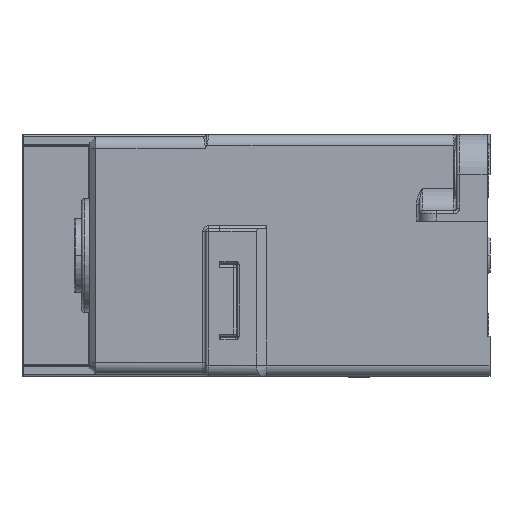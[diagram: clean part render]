
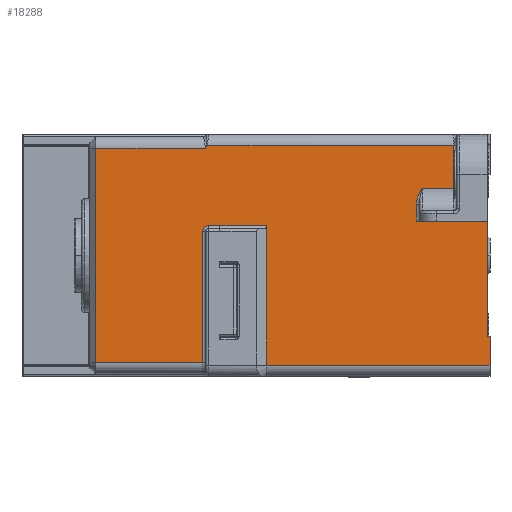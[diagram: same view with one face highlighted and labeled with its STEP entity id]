
A CAD part, left-side view. The second image highlights one B-rep face of the part: STEP entity #18288.
In plain terms, the highlighted planar face has unit normal (-1, 0, 0).
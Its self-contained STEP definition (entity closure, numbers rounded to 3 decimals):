
#1363=DIRECTION('',(0.,1.,0.));
#1364=VECTOR('',#1363,43.577);
#1365=CARTESIAN_POINT('',(-28.65,5.9,19.35));
#1366=LINE('',#1365,#1364);
#1367=CARTESIAN_POINT('',(-28.65,49.477,19.35));
#1397=DIRECTION('',(0.,-1.,0.));
#1398=VECTOR('',#1397,8.3);
#1399=CARTESIAN_POINT('',(-28.65,47.2,5.25));
#1400=LINE('',#1399,#1398);
#1401=DIRECTION('',(0.,-1.,0.));
#1402=VECTOR('',#1401,2.);
#1403=CARTESIAN_POINT('',(-28.65,49.2,5.22));
#1404=LINE('',#1403,#1402);
#1405=CARTESIAN_POINT('',(-28.65,49.2,4.22));
#1406=DIRECTION('',(1.,0.,0.));
#1407=DIRECTION('',(0.,1.,0.));
#1408=AXIS2_PLACEMENT_3D('',#1405,#1406,#1407);
#1410=DIRECTION('',(0.,0.,1.));
#1411=VECTOR('',#1410,23.17);
#1412=CARTESIAN_POINT('',(-28.65,50.2,-18.95));
#1413=LINE('',#1412,#1411);
#1414=DIRECTION('',(0.,-1.,0.));
#1415=VECTOR('',#1414,18.9);
#1416=CARTESIAN_POINT('',(-28.65,69.1,
-18.95));
#1417=LINE('',#1416,#1415);
#1418=DIRECTION('',(0.,0.,1.));
#1419=VECTOR('',#1418,37.9);
#1420=CARTESIAN_POINT('',(-28.65,69.1,
-18.95));
#1421=LINE('',#1420,#1419);
#1422=DIRECTION('',(0.,-1.,0.));
#1423=VECTOR('',#1422,19.4);
#1424=CARTESIAN_POINT('',(-28.65,69.1,18.95));
#1425=LINE('',#1424,#1423);
#1426=CARTESIAN_POINT('',(-28.65,49.7,18.95));
#1427=CARTESIAN_POINT('',(-28.65,49.673,18.997));
#1428=CARTESIAN_POINT('',(-28.65,49.62,19.088));
#1429=CARTESIAN_POINT('',(-28.65,49.545,19.222));
#1430=CARTESIAN_POINT('',(-28.65,49.499,19.308));
#1431=CARTESIAN_POINT('',(-28.65,49.477,19.35));
#1433=DIRECTION('',(0.,0.,-1.));
#1434=VECTOR('',#1433,7.5);
#1435=CARTESIAN_POINT('',(-28.65,5.9,19.35));
#1436=LINE('',#1435,#1434);
#1437=CARTESIAN_POINT('',(-28.65,12.5,9.022));
#1438=CARTESIAN_POINT('',(-28.65,12.5,9.098));
#1439=CARTESIAN_POINT('',(-28.65,12.493,9.26));
#1440=CARTESIAN_POINT('',(-28.65,12.458,9.527));
#1441=CARTESIAN_POINT('',(-28.65,12.394,9.826));
#1442=CARTESIAN_POINT('',(-28.65,12.295,10.159));
#1443=CARTESIAN_POINT('',(-28.65,12.157,10.526));
#1444=CARTESIAN_POINT('',(-28.65,11.977,10.929));
#1445=CARTESIAN_POINT('',(-28.65,11.757,11.369));
#1446=CARTESIAN_POINT('',(-28.65,11.588,11.685));
#1447=CARTESIAN_POINT('',(-28.65,11.5,11.85));
#1449=DIRECTION('',(0.,0.,1.));
#1450=VECTOR('',#1449,2.972);
#1451=CARTESIAN_POINT('',(-28.65,12.5,6.05));
#1452=LINE('',#1451,#1450);
#1453=DIRECTION('',(0.,0.,-1.));
#1454=VECTOR('',#1453,20.3);
#1455=CARTESIAN_POINT('',(-28.65,0.,6.05));
#1456=LINE('',#1455,#1454);
#1457=DIRECTION('',(0.,-1.,0.));
#1458=VECTOR('',#1457,0.5);
#1459=CARTESIAN_POINT('',(-28.65,0.,-14.25));
#1460=LINE('',#1459,#1458);
#1461=DIRECTION('',(0.,1.,0.));
#1462=VECTOR('',#1461,39.4);
#1463=CARTESIAN_POINT('',(-28.65,-0.5,-19.35));
#1464=LINE('',#1463,#1462);
#1465=CARTESIAN_POINT('',(-28.65,47.2,5.22));
#1466=CARTESIAN_POINT('',(-28.65,47.2,5.23));
#1467=CARTESIAN_POINT('',(-28.65,47.2,5.24));
#1468=CARTESIAN_POINT('',(-28.65,47.2,5.25));
#1470=CARTESIAN_POINT('',(-28.65,38.9,5.25));
#1489=DIRECTION('',(0.,0.,-1.));
#1490=VECTOR('',#1489,24.6);
#1491=CARTESIAN_POINT('',(-28.65,38.9,5.25));
#1492=LINE('',#1491,#1490);
#8396=DIRECTION('',(0.,0.,1.));
#8397=VECTOR('',#8396,5.1);
#8398=CARTESIAN_POINT('',(-28.65,-0.5,-19.35));
#8399=LINE('',#8398,#8397);
#8576=DIRECTION('',(0.,1.,0.));
#8577=VECTOR('',#8576,12.5);
#8578=CARTESIAN_POINT('',(-28.65,0.,6.05));
#8579=LINE('',#8578,#8577);
#8612=CARTESIAN_POINT('',(-28.65,11.5,11.85));
#8624=DIRECTION('',(0.,-1.,0.));
#8625=VECTOR('',#8624,5.6);
#8626=CARTESIAN_POINT('',(-28.65,11.5,11.85));
#8627=LINE('',#8626,#8625);
#8670=CARTESIAN_POINT('',(-28.65,5.9,19.35));
#12591=CARTESIAN_POINT('',(-28.65,49.7,18.95));
#13529=CARTESIAN_POINT('',(-28.65,0.,-14.25));
#13530=CARTESIAN_POINT('',(-28.65,-0.5,-14.25));
#13531=VERTEX_POINT('',#13529);
#13532=VERTEX_POINT('',#13530);
#13633=CARTESIAN_POINT('',(-28.65,-0.5,-19.35));
#13635=VERTEX_POINT('',#13633);
#13655=CARTESIAN_POINT('',(-28.65,0.,6.05));
#13656=VERTEX_POINT('',#13655);
#13661=CARTESIAN_POINT('',(-28.65,5.9,11.85));
#13663=VERTEX_POINT('',#13661);
#13678=CARTESIAN_POINT('',(-28.65,38.9,-19.35));
#13680=VERTEX_POINT('',#13678);
#13692=VERTEX_POINT('',#1470);
#13945=VERTEX_POINT('',#8670);
#13947=CARTESIAN_POINT('',(-28.65,12.5,6.05));
#13948=CARTESIAN_POINT('',(-28.65,12.5,9.022));
#13949=VERTEX_POINT('',#13947);
#13950=VERTEX_POINT('',#13948);
#13955=VERTEX_POINT('',#8612);
#15389=CARTESIAN_POINT('',(-28.65,69.1,18.95));
#15390=VERTEX_POINT('',#15389);
#15393=CARTESIAN_POINT('',(-28.65,69.1,
-18.95));
#15394=VERTEX_POINT('',#15393);
#15405=VERTEX_POINT('',#1367);
#15435=CARTESIAN_POINT('',(-28.65,50.2,4.22));
#15436=CARTESIAN_POINT('',(-28.65,49.2,5.22));
#15437=VERTEX_POINT('',#15435);
#15438=VERTEX_POINT('',#15436);
#15441=CARTESIAN_POINT('',(-28.65,50.2,-18.95));
#15442=VERTEX_POINT('',#15441);
#15487=VERTEX_POINT('',#12591);
#16028=VERTEX_POINT('',#1465);
#16029=VERTEX_POINT('',#1468);
#18243=CARTESIAN_POINT('',(-28.65,0.,-21.25));
#18244=DIRECTION('',(-1.,0.,0.));
#18245=DIRECTION('',(0.,0.,1.));
#18246=AXIS2_PLACEMENT_3D('',#18243,#18244,#18245);
#18247=PLANE('',#18246);
#18249=ORIENTED_EDGE('',*,*,#18248,.F.);
#18251=ORIENTED_EDGE('',*,*,#18250,.F.);
#18253=ORIENTED_EDGE('',*,*,#18252,.F.);
#18255=ORIENTED_EDGE('',*,*,#18254,.F.);
#18257=ORIENTED_EDGE('',*,*,#18256,.F.);
#18259=ORIENTED_EDGE('',*,*,#18258,.F.);
#18260=ORIENTED_EDGE('',*,*,#17963,.T.);
#18262=ORIENTED_EDGE('',*,*,#18261,.T.);
#18264=ORIENTED_EDGE('',*,*,#18263,.T.);
#18265=ORIENTED_EDGE('',*,*,#18233,.F.);
#18267=ORIENTED_EDGE('',*,*,#18266,.T.);
#18269=ORIENTED_EDGE('',*,*,#18268,.F.);
#18271=ORIENTED_EDGE('',*,*,#18270,.F.);
#18273=ORIENTED_EDGE('',*,*,#18272,.F.);
#18275=ORIENTED_EDGE('',*,*,#18274,.F.);
#18277=ORIENTED_EDGE('',*,*,#18276,.T.);
#18279=ORIENTED_EDGE('',*,*,#18278,.T.);
#18281=ORIENTED_EDGE('',*,*,#18280,.F.);
#18283=ORIENTED_EDGE('',*,*,#18282,.T.);
#18285=ORIENTED_EDGE('',*,*,#18284,.F.);
#18286=EDGE_LOOP('',(#18249,#18251,#18253,#18255,#18257,#18259,#18260,#18262,
#18264,#18265,#18267,#18269,#18271,#18273,#18275,#18277,#18279,#18281,#18283,
#18285));
#18287=FACE_OUTER_BOUND('',#18286,.F.);
#18288=ADVANCED_FACE('',(#18287),#18247,.T.);
#1409=CIRCLE('',#1408,1.);
#1432=B_SPLINE_CURVE_WITH_KNOTS('',3,(#1426,#1427,#1428,#1429,#1430,#1431),
.UNSPECIFIED.,.F.,.F.,(4,1,1,4),(0.,0.333,0.667,1.),
.UNSPECIFIED.);
#1448=B_SPLINE_CURVE_WITH_KNOTS('',3,(#1437,#1438,#1439,#1440,#1441,#1442,#1443,
#1444,#1445,#1446,#1447),.UNSPECIFIED.,.F.,.F.,(4,1,1,1,1,1,1,1,4),(0.,
0.125,0.25,0.375,0.5,0.625,0.75,0.875,1.),.UNSPECIFIED.);
#1469=B_SPLINE_CURVE_WITH_KNOTS('',3,(#1465,#1466,#1467,#1468),.UNSPECIFIED.,
.F.,.F.,(4,4),(0.,1.),.UNSPECIFIED.);
#17963=EDGE_CURVE('',#15394,#15390,#1421,.T.);
#18233=EDGE_CURVE('',#13945,#15405,#1366,.T.);
#18248=EDGE_CURVE('',#16029,#13692,#1400,.T.);
#18250=EDGE_CURVE('',#16028,#16029,#1469,.T.);
#18252=EDGE_CURVE('',#15438,#16028,#1404,.T.);
#18254=EDGE_CURVE('',#15437,#15438,#1409,.T.);
#18256=EDGE_CURVE('',#15442,#15437,#1413,.T.);
#18258=EDGE_CURVE('',#15394,#15442,#1417,.T.);
#18261=EDGE_CURVE('',#15390,#15487,#1425,.T.);
#18263=EDGE_CURVE('',#15487,#15405,#1432,.T.);
#18266=EDGE_CURVE('',#13945,#13663,#1436,.T.);
#18268=EDGE_CURVE('',#13955,#13663,#8627,.T.);
#18270=EDGE_CURVE('',#13950,#13955,#1448,.T.);
#18272=EDGE_CURVE('',#13949,#13950,#1452,.T.);
#18274=EDGE_CURVE('',#13656,#13949,#8579,.T.);
#18276=EDGE_CURVE('',#13656,#13531,#1456,.T.);
#18278=EDGE_CURVE('',#13531,#13532,#1460,.T.);
#18280=EDGE_CURVE('',#13635,#13532,#8399,.T.);
#18282=EDGE_CURVE('',#13635,#13680,#1464,.T.);
#18284=EDGE_CURVE('',#13692,#13680,#1492,.T.);
